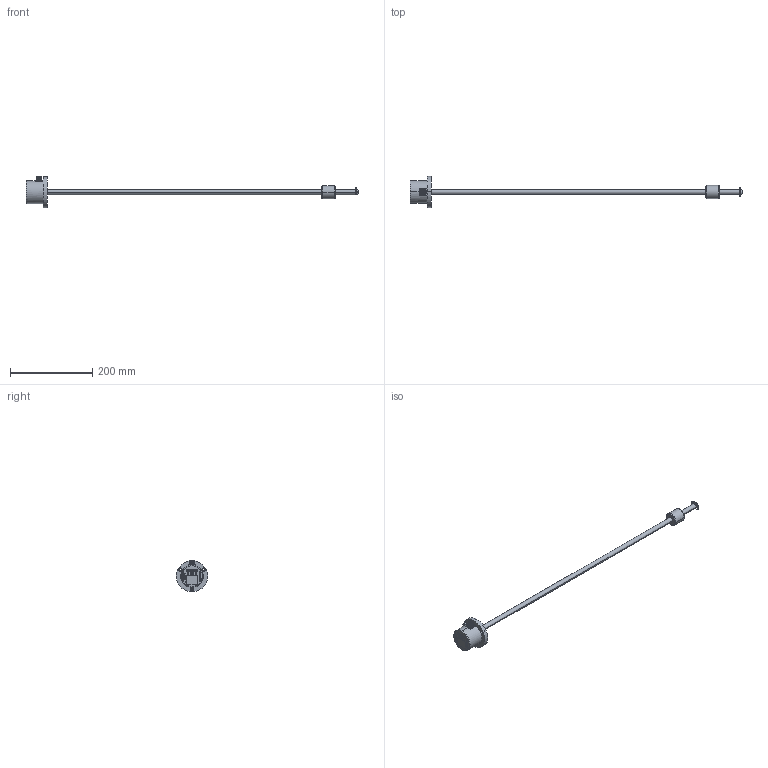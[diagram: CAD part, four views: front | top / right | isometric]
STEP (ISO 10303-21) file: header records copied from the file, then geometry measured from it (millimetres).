
FILE_DESCRIPTION (( 'STEP AP214' ), '1' );
FILE_NAME ('LT400-L0750NM.STEP', '2021-08-11T06:10:30', ( '' ), ( '' ), 'SwSTEP 2.0', 'SolidWorks 2018', '' );
FILE_SCHEMA (( 'AUTOMOTIVE_DESIGN' ));
Length unit declared in the file: millimetre
Products named in the file (9): LT400-02-3D.stp; LT400-01-3D.stp; LT400-WK-3D_ASM.stp; LT400-L0750NM; 12X1XL750-3D.stp; E-11-24-1D2.stp; NBR-32X32-14D5.stp; KYF12J8Z-M12-O-Q.stp; LT400-L0750NM.stp
Assembly tree (8 placements, depth 4):
  LT400-L0750NM
    LT400-L0750NM.stp
      LT400-WK-3D_ASM.stp
        LT400-02-3D.stp
        LT400-01-3D.stp
        KYF12J8Z-M12-O-Q.stp
      12X1XL750-3D.stp
      E-11-24-1D2.stp
      NBR-32X32-14D5.stp
Bounding box: 807 x 76 x 77 mm (x, y, z)
Volume: 244777.7 mm3; surface area: 65138.1 mm2
Topology: 9 solids, 9 shells, 1581 faces, 4268 edges, 2825 vertices
Faces by surface type: plane 1284, cylinder 179, bspline 64, cone 46, torus 8
Entity records: 55832 total; most frequent: CARTESIAN_POINT 15675, ORIENTED_EDGE 8536, DIRECTION 7664, EDGE_CURVE 4268, LINE 3654, VECTOR 3654, VERTEX_POINT 2825, AXIS2_PLACEMENT_3D 2005
